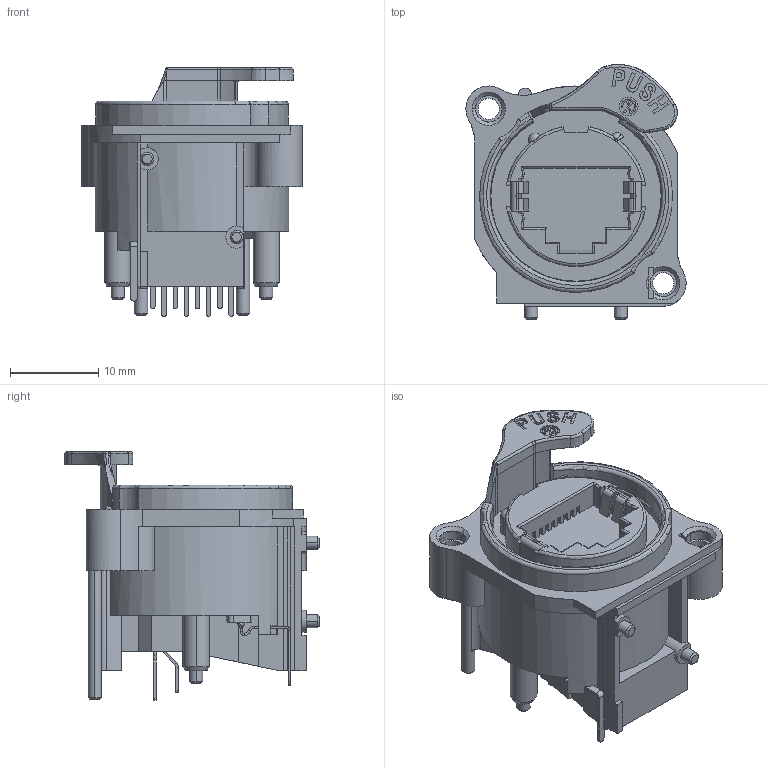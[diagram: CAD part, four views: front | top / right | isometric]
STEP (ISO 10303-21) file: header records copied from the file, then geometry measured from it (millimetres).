
FILE_DESCRIPTION((''),'2;1');
FILE_NAME('30009527','2022-07-20T11:17:46',('SYSTEM'),(''),'CREO PARAMETRIC BY PTC INC, 2021184','CREO PARAMETRIC BY PTC INC, 2021184','');
FILE_SCHEMA(('CONFIG_CONTROL_DESIGN'));
Length unit declared in the file: millimetre
Products named in the file (1): 30009527
Bounding box: 25 x 28.94 x 28.26 mm (x, y, z)
Volume: 7282.5 mm3; surface area: 4511.9 mm2
Topology: 1 solids, 5 shells, 919 faces, 2493 edges, 1580 vertices
Faces by surface type: plane 536, cylinder 205, extrusion 50, cone 47, torus 44, bspline 32, sphere 5
Entity records: 30997 total; most frequent: CARTESIAN_POINT 8104, ORIENTED_EDGE 4980, DIRECTION 4453, EDGE_CURVE 2490, VECTOR 1633, LINE 1583, VERTEX_POINT 1580, AXIS2_PLACEMENT_3D 1410
